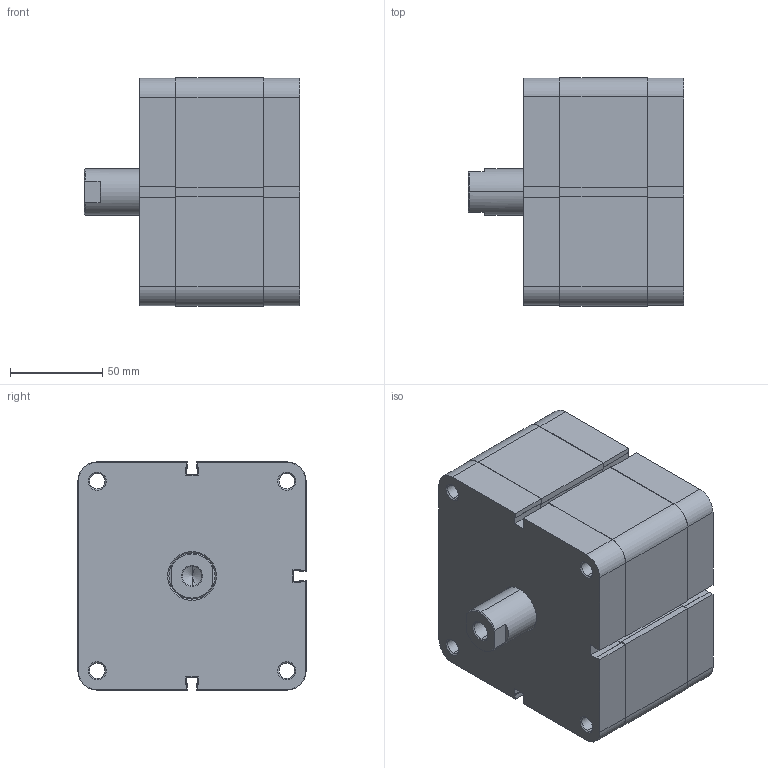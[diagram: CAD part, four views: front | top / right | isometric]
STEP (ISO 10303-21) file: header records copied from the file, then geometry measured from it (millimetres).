
FILE_DESCRIPTION (( 'STEP AP214' ), '1' );
FILE_NAME ('PKE 100-20 CYLINDER.STEP', '2010-08-06T15:06:58', ( '' ), ( '' ), 'SwSTEP 2.0', 'SolidWorks 2010', '' );
FILE_SCHEMA (( 'AUTOMOTIVE_DESIGN' ));
Length unit declared in the file: millimetre
Products named in the file (5): 茿P 100  PK ARKA  KAPAK.; 茿P 100 ''L躃 Kompakt BORUSU; 茿P 100 ''L軰 PK 諲 KAPAK ; ÇAP 100  MÝLLERÝ; PKE  100-20  CYLINDER
Assembly tree (4 placements, depth 2):
  PKE  100-20  CYLINDER
    茿P 100 ''L躃 Kompakt BORUSU
    茿P 100  PK ARKA  KAPAK.
    ÇAP 100  MÝLLERÝ
    茿P 100 ''L軰 PK 諲 KAPAK 
Bounding box: 117 x 124 x 124 mm (x, y, z)
Volume: 1114550.9 mm3; surface area: 180780 mm2
Topology: 4 solids, 4 shells, 195 faces, 516 edges, 334 vertices
Faces by surface type: plane 102, cylinder 64, cone 29
Entity records: 6533 total; most frequent: DIRECTION 1069, CARTESIAN_POINT 1068, ORIENTED_EDGE 1028, EDGE_CURVE 514, AXIS2_PLACEMENT_3D 359, LINE 351, VECTOR 351, VERTEX_POINT 334
